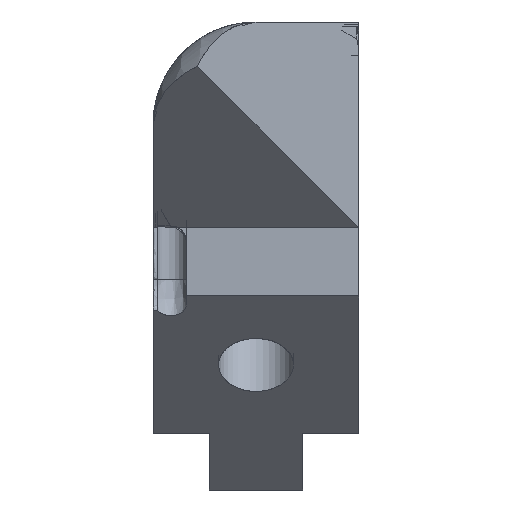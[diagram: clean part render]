
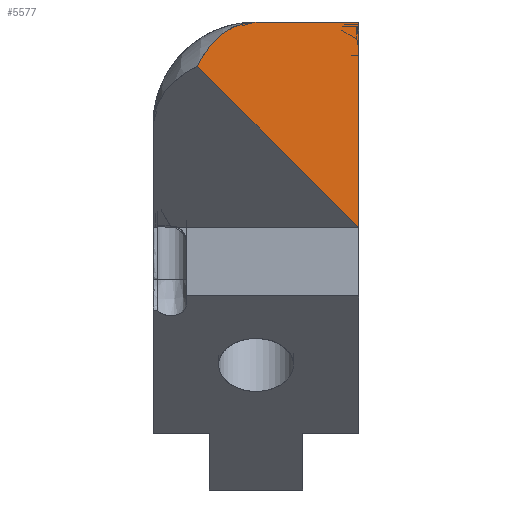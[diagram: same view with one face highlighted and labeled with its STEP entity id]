
A CAD part, front view. The second image highlights one B-rep face of the part: STEP entity #5577.
In plain terms, the highlighted free-form (B-spline) face has degree [1, 1] with [3, 2] control points.
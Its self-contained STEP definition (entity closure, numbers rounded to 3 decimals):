
#28=LINE('',#10804,#48);
#48=VECTOR('',#6270,10.);
#485=FACE_OUTER_BOUND('',#718,.T.);
#718=EDGE_LOOP('',(#4489,#4490,#4491,#4492,#4493,#4494,#4495,#4496,#4497,
#4498));
#1172=B_SPLINE_CURVE_WITH_KNOTS('',3,(#10782,#10783,#10784,#10785,#10786,
#10787,#10788,#10789,#10790,#10791,#10792,#10793,#10794),.UNSPECIFIED.,
 .F.,.F.,(4,3,3,3,4),(0.,0.027,0.054,0.098,
0.141),.UNSPECIFIED.);
#1173=B_SPLINE_CURVE_WITH_KNOTS('',3,(#10796,#10797,#10798,#10799,#10800,
#10801,#10802),.UNSPECIFIED.,.F.,.F.,(4,3,4),(-0.037,-0.018,
0.),.UNSPECIFIED.);
#1174=B_SPLINE_CURVE_WITH_KNOTS('',3,(#10806,#10807,#10808,#10809,#10810,
#10811,#10812),.UNSPECIFIED.,.F.,.F.,(4,3,4),(-0.028,-0.019,
0.),.UNSPECIFIED.);
#1175=B_SPLINE_CURVE_WITH_KNOTS('',3,(#10814,#10815,#10816,#10817),
 .UNSPECIFIED.,.F.,.F.,(4,4),(0.,1.533),.UNSPECIFIED.);
#1176=B_SPLINE_CURVE_WITH_KNOTS('',3,(#10819,#10820,#10821,#10822,#10823,
#10824,#10825),.UNSPECIFIED.,.F.,.F.,(4,3,4),(0.,0.529,1.057),
 .UNSPECIFIED.);
#1177=B_SPLINE_CURVE_WITH_KNOTS('',3,(#10827,#10828,#10829,#10830),
 .UNSPECIFIED.,.F.,.F.,(4,4),(0.,1.088),.UNSPECIFIED.);
#1178=B_SPLINE_CURVE_WITH_KNOTS('',3,(#10832,#10833,#10834,#10835),
 .UNSPECIFIED.,.F.,.F.,(4,4),(0.,1.905),.UNSPECIFIED.);
#1179=B_SPLINE_CURVE_WITH_KNOTS('',1,(#10837,#10838),.UNSPECIFIED.,.F.,
 .F.,(2,2),(-0.691,-0.183),.UNSPECIFIED.);
#1180=B_SPLINE_CURVE_WITH_KNOTS('',3,(#10839,#10840,#10841,#10842),
 .UNSPECIFIED.,.F.,.F.,(4,4),(-0.049,0.),.UNSPECIFIED.);
#2227=VERTEX_POINT('',#10780);
#2228=VERTEX_POINT('',#10781);
#2229=VERTEX_POINT('',#10795);
#2230=VERTEX_POINT('',#10803);
#2231=VERTEX_POINT('',#10805);
#2232=VERTEX_POINT('',#10813);
#2233=VERTEX_POINT('',#10818);
#2234=VERTEX_POINT('',#10826);
#2235=VERTEX_POINT('',#10831);
#2236=VERTEX_POINT('',#10836);
#3354=EDGE_CURVE('',#2227,#2228,#1172,.T.);
#3355=EDGE_CURVE('',#2228,#2229,#1173,.T.);
#3356=EDGE_CURVE('',#2229,#2230,#28,.T.);
#3357=EDGE_CURVE('',#2230,#2231,#1174,.T.);
#3358=EDGE_CURVE('',#2231,#2232,#1175,.T.);
#3359=EDGE_CURVE('',#2232,#2233,#1176,.T.);
#3360=EDGE_CURVE('',#2233,#2234,#1177,.T.);
#3361=EDGE_CURVE('',#2234,#2235,#1178,.T.);
#3362=EDGE_CURVE('',#2235,#2236,#1179,.T.);
#3363=EDGE_CURVE('',#2236,#2227,#1180,.T.);
#4489=ORIENTED_EDGE('',*,*,#3354,.T.);
#4490=ORIENTED_EDGE('',*,*,#3355,.T.);
#4491=ORIENTED_EDGE('',*,*,#3356,.T.);
#4492=ORIENTED_EDGE('',*,*,#3357,.T.);
#4493=ORIENTED_EDGE('',*,*,#3358,.T.);
#4494=ORIENTED_EDGE('',*,*,#3359,.T.);
#4495=ORIENTED_EDGE('',*,*,#3360,.T.);
#4496=ORIENTED_EDGE('',*,*,#3361,.T.);
#4497=ORIENTED_EDGE('',*,*,#3362,.T.);
#4498=ORIENTED_EDGE('',*,*,#3363,.T.);
#5375=B_SPLINE_SURFACE_WITH_KNOTS('',1,1,((#10774,#10775),(#10776,#10777),
(#10778,#10779)),.UNSPECIFIED.,.F.,.F.,.F.,(2,1,2),(2,2),(-0.999,
-0.535,0.),(0.,1.),.UNSPECIFIED.);
#5577=ADVANCED_FACE('',(#485),#5375,.T.);
#6270=DIRECTION('',(0.,0.,1.));
#10774=CARTESIAN_POINT('Ctrl Pts',(50.461,-169.852,279.508));
#10775=CARTESIAN_POINT('Ctrl Pts',(50.461,-169.852,240.762));
#10776=CARTESIAN_POINT('Ctrl Pts',(39.284,-181.029,290.686));
#10777=CARTESIAN_POINT('Ctrl Pts',(39.284,-181.029,251.94));
#10778=CARTESIAN_POINT('Ctrl Pts',(26.406,-193.905,303.563));
#10779=CARTESIAN_POINT('Ctrl Pts',(26.406,-193.905,264.817));
#10780=CARTESIAN_POINT('',(50.23,-170.083,273.033));
#10781=CARTESIAN_POINT('',(50.123,-170.19,274.431));
#10782=CARTESIAN_POINT('Ctrl Pts',(50.23,-170.083,273.033));
#10783=CARTESIAN_POINT('Ctrl Pts',(50.231,-170.082,273.111));
#10784=CARTESIAN_POINT('Ctrl Pts',(50.221,-170.092,273.219));
#10785=CARTESIAN_POINT('Ctrl Pts',(50.214,-170.099,273.304));
#10786=CARTESIAN_POINT('Ctrl Pts',(50.204,-170.108,273.411));
#10787=CARTESIAN_POINT('Ctrl Pts',(50.2,-170.112,273.467));
#10788=CARTESIAN_POINT('Ctrl Pts',(50.193,-170.12,273.573));
#10789=CARTESIAN_POINT('Ctrl Pts',(50.18,-170.133,273.743));
#10790=CARTESIAN_POINT('Ctrl Pts',(50.173,-170.14,273.831));
#10791=CARTESIAN_POINT('Ctrl Pts',(50.158,-170.154,274.003));
#10792=CARTESIAN_POINT('Ctrl Pts',(50.146,-170.166,274.146));
#10793=CARTESIAN_POINT('Ctrl Pts',(50.135,-170.178,274.288));
#10794=CARTESIAN_POINT('Ctrl Pts',(50.123,-170.19,274.431));
#10795=CARTESIAN_POINT('',(50.284,-170.029,274.698));
#10796=CARTESIAN_POINT('Ctrl Pts',(50.123,-170.19,274.431));
#10797=CARTESIAN_POINT('Ctrl Pts',(50.161,-170.151,274.462));
#10798=CARTESIAN_POINT('Ctrl Pts',(50.193,-170.119,274.49));
#10799=CARTESIAN_POINT('Ctrl Pts',(50.224,-170.088,274.539));
#10800=CARTESIAN_POINT('Ctrl Pts',(50.248,-170.065,274.577));
#10801=CARTESIAN_POINT('Ctrl Pts',(50.274,-170.039,274.635));
#10802=CARTESIAN_POINT('Ctrl Pts',(50.284,-170.029,274.698));
#10803=CARTESIAN_POINT('',(50.284,-170.029,274.788));
#10804=CARTESIAN_POINT('',(50.284,-170.029,274.698));
#10805=CARTESIAN_POINT('',(50.122,-170.19,274.925));
#10806=CARTESIAN_POINT('Ctrl Pts',(50.284,-170.029,274.788));
#10807=CARTESIAN_POINT('Ctrl Pts',(50.278,-170.034,274.816));
#10808=CARTESIAN_POINT('Ctrl Pts',(50.268,-170.045,274.844));
#10809=CARTESIAN_POINT('Ctrl Pts',(50.247,-170.066,274.868));
#10810=CARTESIAN_POINT('Ctrl Pts',(50.206,-170.107,274.916));
#10811=CARTESIAN_POINT('Ctrl Pts',(50.154,-170.159,274.925));
#10812=CARTESIAN_POINT('Ctrl Pts',(50.122,-170.19,274.925));
#10813=CARTESIAN_POINT('',(39.284,-181.029,274.925));
#10814=CARTESIAN_POINT('Ctrl Pts',(50.122,-170.19,274.925));
#10815=CARTESIAN_POINT('Ctrl Pts',(46.51,-173.803,274.925));
#10816=CARTESIAN_POINT('Ctrl Pts',(42.897,-177.416,274.925));
#10817=CARTESIAN_POINT('Ctrl Pts',(39.284,-181.029,274.925));
#10818=CARTESIAN_POINT('',(33.001,-187.311,270.208));
#10819=CARTESIAN_POINT('Ctrl Pts',(39.284,-181.029,274.925));
#10820=CARTESIAN_POINT('Ctrl Pts',(37.966,-182.346,274.925));
#10821=CARTESIAN_POINT('Ctrl Pts',(36.77,-183.542,274.473));
#10822=CARTESIAN_POINT('Ctrl Pts',(35.726,-184.586,273.681));
#10823=CARTESIAN_POINT('Ctrl Pts',(34.666,-185.646,272.876));
#10824=CARTESIAN_POINT('Ctrl Pts',(33.74,-186.572,271.7));
#10825=CARTESIAN_POINT('Ctrl Pts',(33.001,-187.311,270.208));
#10826=CARTESIAN_POINT('',(39.284,-181.029,263.925));
#10827=CARTESIAN_POINT('Ctrl Pts',(33.001,-187.311,270.208));
#10828=CARTESIAN_POINT('Ctrl Pts',(35.095,-185.217,268.114));
#10829=CARTESIAN_POINT('Ctrl Pts',(37.189,-183.123,266.019));
#10830=CARTESIAN_POINT('Ctrl Pts',(39.284,-181.029,263.925));
#10831=CARTESIAN_POINT('',(50.284,-170.029,252.925));
#10832=CARTESIAN_POINT('Ctrl Pts',(39.284,-181.029,263.925));
#10833=CARTESIAN_POINT('Ctrl Pts',(42.95,-177.362,260.258));
#10834=CARTESIAN_POINT('Ctrl Pts',(46.617,-173.696,256.592));
#10835=CARTESIAN_POINT('Ctrl Pts',(50.284,-170.029,252.925));
#10836=CARTESIAN_POINT('',(50.284,-170.029,272.59));
#10837=CARTESIAN_POINT('Ctrl Pts',(50.284,-170.029,252.925));
#10838=CARTESIAN_POINT('Ctrl Pts',(50.284,-170.029,272.59));
#10839=CARTESIAN_POINT('Ctrl Pts',(50.284,-170.029,272.59));
#10840=CARTESIAN_POINT('Ctrl Pts',(50.242,-170.07,272.746));
#10841=CARTESIAN_POINT('Ctrl Pts',(50.227,-170.085,272.896));
#10842=CARTESIAN_POINT('Ctrl Pts',(50.23,-170.083,273.033));
